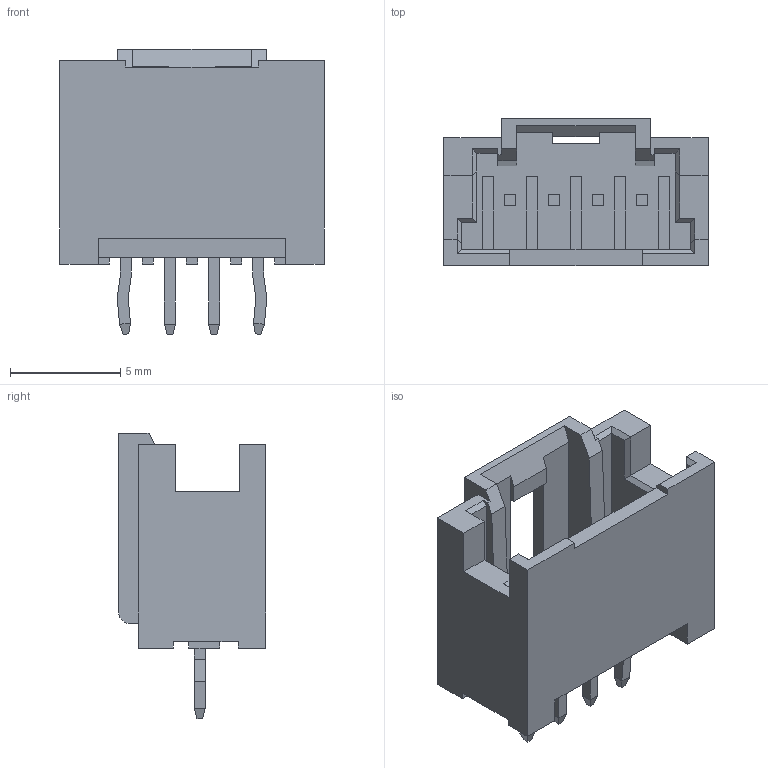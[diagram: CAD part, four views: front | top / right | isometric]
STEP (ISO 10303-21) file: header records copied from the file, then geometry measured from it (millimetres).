
FILE_DESCRIPTION((''),'2;1');
FILE_NAME('559320430','2017-07-17T',('ghp'),(''),'PRO/ENGINEER BY PARAMETRIC TECHNOLOGY CORPORATION, 2012310','PRO/ENGINEER BY PARAMETRIC TECHNOLOGY CORPORATION, 2012310','');
FILE_SCHEMA(('CONFIG_CONTROL_DESIGN'));
Length unit declared in the file: millimetre
Products named in the file (1): 559320430
Bounding box: 12 x 6.7 x 12.95 mm (x, y, z)
Volume: 325 mm3; surface area: 769.2 mm2
Topology: 1 solids, 1 shells, 202 faces, 541 edges, 352 vertices
Faces by surface type: plane 200, cylinder 2
Entity records: 6180 total; most frequent: CARTESIAN_POINT 1088, ORIENTED_EDGE 1066, DIRECTION 959, EDGE_CURVE 533, VECTOR 529, LINE 529, VERTEX_POINT 344, AXIS2_PLACEMENT_3D 215
